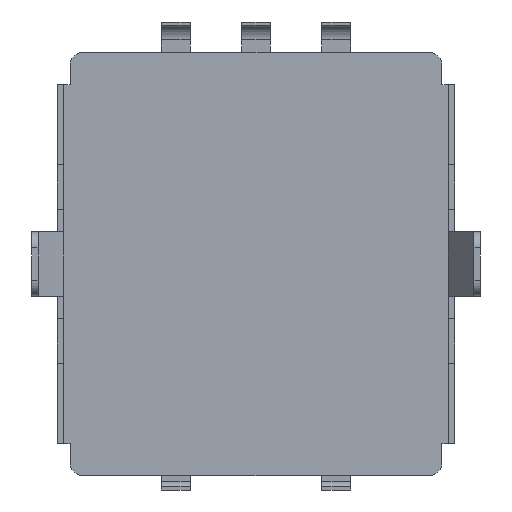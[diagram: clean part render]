
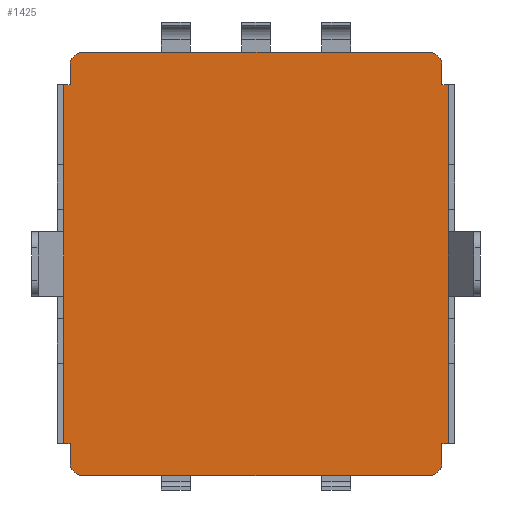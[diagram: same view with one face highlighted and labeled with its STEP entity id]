
A CAD part, front view. The second image highlights one B-rep face of the part: STEP entity #1425.
In plain terms, the highlighted planar face has unit normal (0, -1, 0).
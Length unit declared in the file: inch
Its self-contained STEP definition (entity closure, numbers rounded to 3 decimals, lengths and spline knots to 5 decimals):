
#6 = DIRECTION ( 'NONE',  ( 0., -1., 0. ) ) ;
#91 = VERTEX_POINT ( 'NONE', #3630 ) ;
#115 = EDGE_CURVE ( 'NONE', #2606, #2835, #5243, .T. ) ;
#191 = DIRECTION ( 'NONE',  ( -1., 0., 0. ) ) ;
#209 = CARTESIAN_POINT ( 'NONE',  ( -0.22835, 0., -0.24409 ) ) ;
#220 = LINE ( 'NONE', #4479, #4909 ) ;
#247 = EDGE_CURVE ( 'NONE', #1450, #2835, #2819, .T. ) ;
#253 = CARTESIAN_POINT ( 'NONE',  ( -0.22835, 0., 0.22047 ) ) ;
#311 = DIRECTION ( 'NONE',  ( 0., 0., 1. ) ) ;
#374 = CIRCLE ( 'NONE', #840, 0.01575 ) ;
#424 = DIRECTION ( 'NONE',  ( 0., 0., -1. ) ) ;
#434 = ORIENTED_EDGE ( 'NONE', *, *, #587, .F. ) ;
#440 = CARTESIAN_POINT ( 'NONE',  ( -0.2126, 0., 0.24409 ) ) ;
#444 = DIRECTION ( 'NONE',  ( -1., 0., 0. ) ) ;
#470 = CARTESIAN_POINT ( 'NONE',  ( -0.22835, 0., 0.24409 ) ) ;
#510 = ORIENTED_EDGE ( 'NONE', *, *, #6562, .T. ) ;
#523 = VERTEX_POINT ( 'NONE', #1374 ) ;
#547 = CARTESIAN_POINT ( 'NONE',  ( 0.2126, 0., -0.25984 ) ) ;
#587 = EDGE_CURVE ( 'NONE', #91, #6777, #5482, .T. ) ;
#781 = EDGE_LOOP ( 'NONE', ( #2490, #6712, #510, #3551, #434, #5191, #4124, #1719, #4314, #3496, #866, #3338, #7203, #4944, #947, #1882 ) ) ;
#840 = AXIS2_PLACEMENT_3D ( 'NONE', #4976, #6, #2243 ) ;
#866 = ORIENTED_EDGE ( 'NONE', *, *, #6393, .T. ) ;
#872 = VERTEX_POINT ( 'NONE', #4664 ) ;
#874 = DIRECTION ( 'NONE',  ( 1., 0., 0. ) ) ;
#929 = CARTESIAN_POINT ( 'NONE',  ( -0.23622, 0., -0.22047 ) ) ;
#936 = DIRECTION ( 'NONE',  ( 0., 0., -1. ) ) ;
#947 = ORIENTED_EDGE ( 'NONE', *, *, #4277, .F. ) ;
#957 = CARTESIAN_POINT ( 'NONE',  ( 0.2126, 0., 0.24409 ) ) ;
#1175 = LINE ( 'NONE', #2404, #5599 ) ;
#1273 = VECTOR ( 'NONE', #936, 39.37008 ) ;
#1290 = CARTESIAN_POINT ( 'NONE',  ( 0.23622, 0., 0.22047 ) ) ;
#1359 = LINE ( 'NONE', #1419, #2666 ) ;
#1374 = CARTESIAN_POINT ( 'NONE',  ( -0.22835, 0., 0.24409 ) ) ;
#1385 = DIRECTION ( 'NONE',  ( -1., 0., 0. ) ) ;
#1419 = CARTESIAN_POINT ( 'NONE',  ( 0.22835, 0., -0.24409 ) ) ;
#1425 = ADVANCED_FACE ( 'NONE', ( #5100 ), #4654, .F. ) ;
#1442 = LINE ( 'NONE', #4747, #1273 ) ;
#1450 = VERTEX_POINT ( 'NONE', #1981 ) ;
#1564 = CARTESIAN_POINT ( 'NONE',  ( 0.23622, 0., -0.22047 ) ) ;
#1578 = DIRECTION ( 'NONE',  ( 1., 0., 0. ) ) ;
#1708 = EDGE_CURVE ( 'NONE', #6777, #6429, #4723, .T. ) ;
#1719 = ORIENTED_EDGE ( 'NONE', *, *, #115, .T. ) ;
#1764 = CARTESIAN_POINT ( 'NONE',  ( -0.23622, 0., 0.22047 ) ) ;
#1882 = ORIENTED_EDGE ( 'NONE', *, *, #7075, .T. ) ;
#1883 = EDGE_CURVE ( 'NONE', #2606, #4219, #220, .T. ) ;
#1978 = DIRECTION ( 'NONE',  ( 0., 0., 1. ) ) ;
#1981 = CARTESIAN_POINT ( 'NONE',  ( 0.2126, 0., -0.25984 ) ) ;
#2013 = DIRECTION ( 'NONE',  ( 0., -1., 0. ) ) ;
#2175 = VERTEX_POINT ( 'NONE', #4214 ) ;
#2243 = DIRECTION ( 'NONE',  ( 0., 0., -1. ) ) ;
#2404 = CARTESIAN_POINT ( 'NONE',  ( 0.23622, 0., 0.22047 ) ) ;
#2490 = ORIENTED_EDGE ( 'NONE', *, *, #7099, .F. ) ;
#2574 = DIRECTION ( 'NONE',  ( 1., 0., 0. ) ) ;
#2599 = CARTESIAN_POINT ( 'NONE',  ( -0.2126, 0., 0.25984 ) ) ;
#2606 = VERTEX_POINT ( 'NONE', #209 ) ;
#2666 = VECTOR ( 'NONE', #1978, 39.37008 ) ;
#2701 = VERTEX_POINT ( 'NONE', #1290 ) ;
#2799 = EDGE_CURVE ( 'NONE', #4914, #523, #5497, .T. ) ;
#2819 = LINE ( 'NONE', #547, #4701 ) ;
#2835 = VERTEX_POINT ( 'NONE', #7159 ) ;
#2868 = EDGE_CURVE ( 'NONE', #1450, #4161, #374, .T. ) ;
#3123 = CARTESIAN_POINT ( 'NONE',  ( -0.2126, 0., -0.24409 ) ) ;
#3338 = ORIENTED_EDGE ( 'NONE', *, *, #7205, .F. ) ;
#3354 = AXIS2_PLACEMENT_3D ( 'NONE', #3123, #2013, #1385 ) ;
#3414 = AXIS2_PLACEMENT_3D ( 'NONE', #5283, #4177, #874 ) ;
#3496 = ORIENTED_EDGE ( 'NONE', *, *, #2868, .T. ) ;
#3551 = ORIENTED_EDGE ( 'NONE', *, *, #1708, .F. ) ;
#3630 = CARTESIAN_POINT ( 'NONE',  ( -0.23622, 0., -0.22047 ) ) ;
#3644 = CARTESIAN_POINT ( 'NONE',  ( -0.23622, 0., -0.22047 ) ) ;
#3679 = CARTESIAN_POINT ( 'NONE',  ( -0.22835, 0., -0.22047 ) ) ;
#4124 = ORIENTED_EDGE ( 'NONE', *, *, #1883, .F. ) ;
#4161 = VERTEX_POINT ( 'NONE', #6971 ) ;
#4177 = DIRECTION ( 'NONE',  ( 0., 1., 0. ) ) ;
#4214 = CARTESIAN_POINT ( 'NONE',  ( 0.23622, 0., -0.22047 ) ) ;
#4219 = VERTEX_POINT ( 'NONE', #3679 ) ;
#4227 = VERTEX_POINT ( 'NONE', #6521 ) ;
#4277 = EDGE_CURVE ( 'NONE', #4227, #4842, #6637, .T. ) ;
#4305 = DIRECTION ( 'NONE',  ( 0., 0., 1. ) ) ;
#4314 = ORIENTED_EDGE ( 'NONE', *, *, #247, .F. ) ;
#4391 = CARTESIAN_POINT ( 'NONE',  ( -0.23622, 0., 0.22047 ) ) ;
#4479 = CARTESIAN_POINT ( 'NONE',  ( -0.22835, 0., -0.24409 ) ) ;
#4527 = CARTESIAN_POINT ( 'NONE',  ( -0.2126, 0., 0.25984 ) ) ;
#4654 = PLANE ( 'NONE',  #3414 ) ;
#4664 = CARTESIAN_POINT ( 'NONE',  ( 0.22835, 0., -0.22047 ) ) ;
#4701 = VECTOR ( 'NONE', #444, 39.37008 ) ;
#4713 = DIRECTION ( 'NONE',  ( 1., 0., 0. ) ) ;
#4723 = LINE ( 'NONE', #4391, #5524 ) ;
#4747 = CARTESIAN_POINT ( 'NONE',  ( 0.23622, 0., 0.22047 ) ) ;
#4842 = VERTEX_POINT ( 'NONE', #6099 ) ;
#4909 = VECTOR ( 'NONE', #5597, 39.37008 ) ;
#4914 = VERTEX_POINT ( 'NONE', #4527 ) ;
#4944 = ORIENTED_EDGE ( 'NONE', *, *, #5598, .T. ) ;
#4972 = VECTOR ( 'NONE', #311, 39.37008 ) ;
#4976 = CARTESIAN_POINT ( 'NONE',  ( 0.2126, 0., -0.24409 ) ) ;
#4987 = CIRCLE ( 'NONE', #5332, 0.01575 ) ;
#5003 = CARTESIAN_POINT ( 'NONE',  ( 0.2126, 0., 0.25984 ) ) ;
#5100 = FACE_OUTER_BOUND ( 'NONE', #781, .T. ) ;
#5156 = EDGE_CURVE ( 'NONE', #2701, #2175, #1442, .T. ) ;
#5175 = VECTOR ( 'NONE', #424, 39.37008 ) ;
#5191 = ORIENTED_EDGE ( 'NONE', *, *, #6950, .T. ) ;
#5243 = CIRCLE ( 'NONE', #3354, 0.01575 ) ;
#5283 = CARTESIAN_POINT ( 'NONE',  ( 0., 0., 0. ) ) ;
#5331 = VECTOR ( 'NONE', #5835, 39.37008 ) ;
#5332 = AXIS2_PLACEMENT_3D ( 'NONE', #957, #5909, #2574 ) ;
#5388 = DIRECTION ( 'NONE',  ( -1., 0., 0. ) ) ;
#5391 = CARTESIAN_POINT ( 'NONE',  ( 0.22835, 0., 0.24409 ) ) ;
#5482 = LINE ( 'NONE', #3644, #4972 ) ;
#5497 = CIRCLE ( 'NONE', #5766, 0.01575 ) ;
#5524 = VECTOR ( 'NONE', #1578, 39.37008 ) ;
#5595 = LINE ( 'NONE', #1564, #6680 ) ;
#5597 = DIRECTION ( 'NONE',  ( 0., 0., 1. ) ) ;
#5598 = EDGE_CURVE ( 'NONE', #2701, #4842, #1175, .T. ) ;
#5599 = VECTOR ( 'NONE', #191, 39.37008 ) ;
#5766 = AXIS2_PLACEMENT_3D ( 'NONE', #440, #6588, #4305 ) ;
#5835 = DIRECTION ( 'NONE',  ( 1., 0., 0. ) ) ;
#5861 = LINE ( 'NONE', #929, #6834 ) ;
#5909 = DIRECTION ( 'NONE',  ( 0., -1., 0. ) ) ;
#5962 = DIRECTION ( 'NONE',  ( 0., 0., -1. ) ) ;
#6084 = VECTOR ( 'NONE', #5962, 39.37008 ) ;
#6099 = CARTESIAN_POINT ( 'NONE',  ( 0.22835, 0., 0.22047 ) ) ;
#6173 = VERTEX_POINT ( 'NONE', #5003 ) ;
#6393 = EDGE_CURVE ( 'NONE', #4161, #872, #1359, .T. ) ;
#6429 = VERTEX_POINT ( 'NONE', #253 ) ;
#6521 = CARTESIAN_POINT ( 'NONE',  ( 0.22835, 0., 0.24409 ) ) ;
#6562 = EDGE_CURVE ( 'NONE', #523, #6429, #6699, .T. ) ;
#6588 = DIRECTION ( 'NONE',  ( 0., -1., 0. ) ) ;
#6637 = LINE ( 'NONE', #5391, #6084 ) ;
#6680 = VECTOR ( 'NONE', #5388, 39.37008 ) ;
#6699 = LINE ( 'NONE', #470, #5175 ) ;
#6712 = ORIENTED_EDGE ( 'NONE', *, *, #2799, .T. ) ;
#6777 = VERTEX_POINT ( 'NONE', #1764 ) ;
#6834 = VECTOR ( 'NONE', #4713, 39.37008 ) ;
#6950 = EDGE_CURVE ( 'NONE', #91, #4219, #5861, .T. ) ;
#6971 = CARTESIAN_POINT ( 'NONE',  ( 0.22835, 0., -0.24409 ) ) ;
#7075 = EDGE_CURVE ( 'NONE', #4227, #6173, #4987, .T. ) ;
#7099 = EDGE_CURVE ( 'NONE', #4914, #6173, #7182, .T. ) ;
#7159 = CARTESIAN_POINT ( 'NONE',  ( -0.2126, 0., -0.25984 ) ) ;
#7182 = LINE ( 'NONE', #2599, #5331 ) ;
#7203 = ORIENTED_EDGE ( 'NONE', *, *, #5156, .F. ) ;
#7205 = EDGE_CURVE ( 'NONE', #2175, #872, #5595, .T. ) ;
